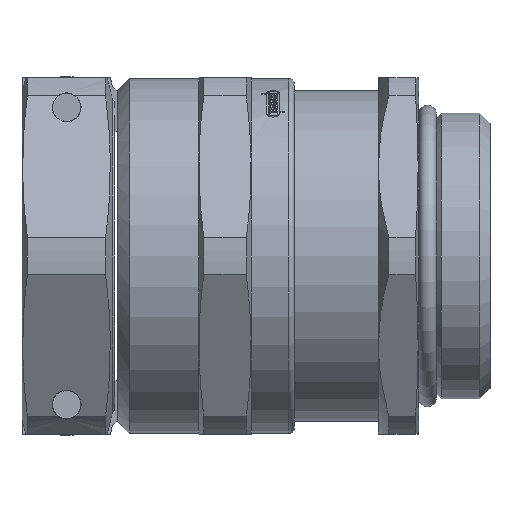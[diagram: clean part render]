
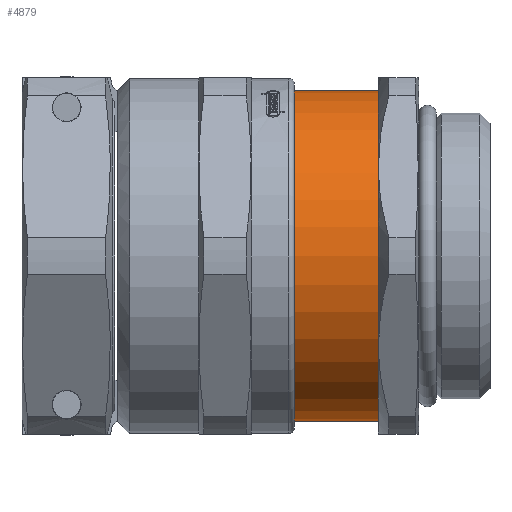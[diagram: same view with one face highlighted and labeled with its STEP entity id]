
A CAD part, front view. The second image highlights one B-rep face of the part: STEP entity #4879.
In plain terms, the highlighted cylindrical face has radius 18.5 mm (diameter 37 mm), a full revolution.
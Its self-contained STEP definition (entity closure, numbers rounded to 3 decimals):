
#1029=FACE_BOUND('',#1416,.T.);
#1108=FACE_OUTER_BOUND('',#1415,.T.);
#1415=EDGE_LOOP('',(#3333));
#1416=EDGE_LOOP('',(#3334));
#1787=CIRCLE('',#5234,18.5);
#1789=CIRCLE('',#5237,18.5);
#2079=VERTEX_POINT('',#7424);
#2081=VERTEX_POINT('',#7429);
#2590=EDGE_CURVE('',#2079,#2079,#1787,.T.);
#2592=EDGE_CURVE('',#2081,#2081,#1789,.T.);
#3333=ORIENTED_EDGE('',*,*,#2592,.F.);
#3334=ORIENTED_EDGE('',*,*,#2590,.T.);
#4794=CYLINDRICAL_SURFACE('',#5236,18.5);
#4879=ADVANCED_FACE('',(#1108,#1029),#4794,.T.);
#5234=AXIS2_PLACEMENT_3D('',#7425,#5875,#5876);
#5236=AXIS2_PLACEMENT_3D('',#7428,#5879,#5880);
#5237=AXIS2_PLACEMENT_3D('',#7430,#5881,#5882);
#5875=DIRECTION('center_axis',(1.,0.,0.));
#5876=DIRECTION('ref_axis',(0.,0.,-1.));
#5879=DIRECTION('center_axis',(1.,0.,0.));
#5880=DIRECTION('ref_axis',(0.,1.,0.));
#5881=DIRECTION('center_axis',(1.,0.,0.));
#5882=DIRECTION('ref_axis',(0.,1.,0.));
#7424=CARTESIAN_POINT('',(-23.061,18.5,0.));
#7425=CARTESIAN_POINT('Origin',(-23.061,0.,0.));
#7428=CARTESIAN_POINT('Origin',(-17.781,0.,0.));
#7429=CARTESIAN_POINT('',(-12.5,18.5,0.));
#7430=CARTESIAN_POINT('Origin',(-12.5,0.,0.));
